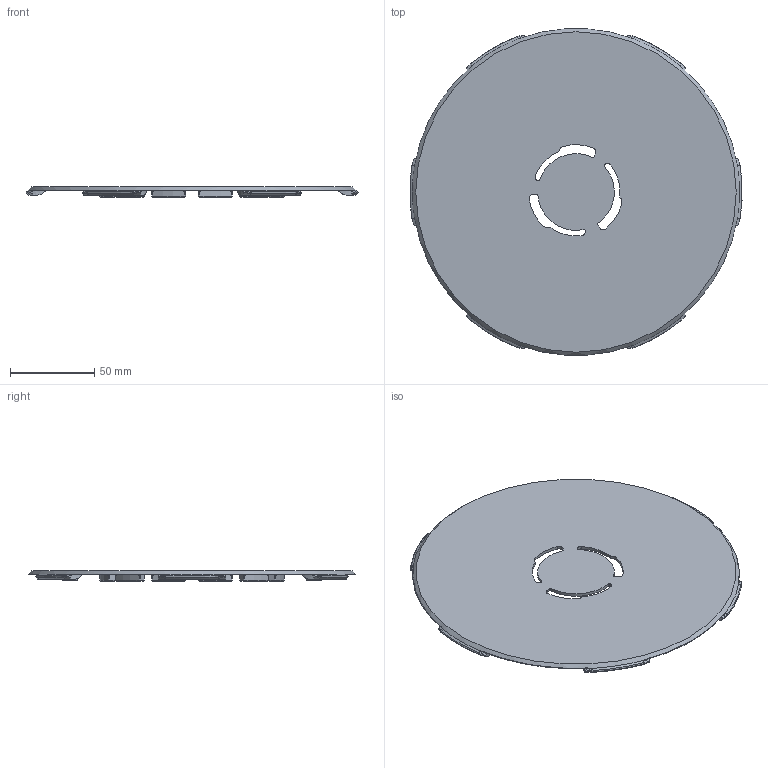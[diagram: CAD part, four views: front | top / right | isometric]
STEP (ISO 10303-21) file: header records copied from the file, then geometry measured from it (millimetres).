
FILE_DESCRIPTION(/* description */ (''),/* implementation_level */ '2;1');
FILE_NAME(/* name */ 'Bottom_Lid.step',/* time_stamp */ '2023-04-29T23:46:36+02:00',/* author */ (''),/* organization */ (''),/* preprocessor_version */ 'ST-DEVELOPER v19.2',/* originating_system */ 'Autodesk Translation Framework v12.4.0.73',/* authorisation */ '');
FILE_SCHEMA (('AUTOMOTIVE_DESIGN { 1 0 10303 214 3 1 1 }'));
Length unit declared in the file: millimetre
Products named in the file (1): Bottom_Lid
Bounding box: 196.99 x 193.57 x 6 mm (x, y, z)
Volume: 50362.1 mm3; surface area: 64291.3 mm2
Topology: 1 solids, 1 shells, 745 faces, 1818 edges, 1092 vertices
Faces by surface type: plane 227, cylinder 149, bspline 131, cone 128, torus 64, sphere 46
Entity records: 26685 total; most frequent: CARTESIAN_POINT 9964, ORIENTED_EDGE 3636, DIRECTION 3399, EDGE_CURVE 1818, AXIS2_PLACEMENT_3D 1441, VERTEX_POINT 1092, EDGE_LOOP 768, FACE_OUTER_BOUND 745
